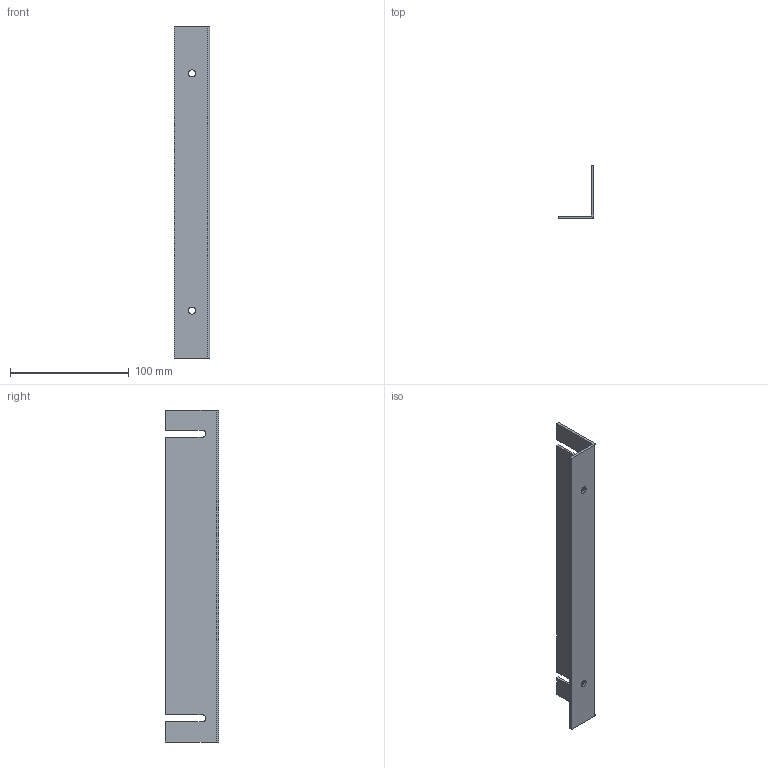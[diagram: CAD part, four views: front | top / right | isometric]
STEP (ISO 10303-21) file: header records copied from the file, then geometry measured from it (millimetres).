
FILE_DESCRIPTION (( 'STEP AP214' ), '1' );
FILE_NAME ('PL-8018-00.STEP', '2016-11-03T10:26:44', ( '' ), ( '' ), 'SwSTEP 2.0', 'SolidWorks 2015', '' );
FILE_SCHEMA (( 'AUTOMOTIVE_DESIGN' ));
Length unit declared in the file: millimetre
Products named in the file (1): PL-8018-00
Bounding box: 30 x 45 x 280 mm (x, y, z)
Volume: 39726 mm3; surface area: 41473.4 mm2
Topology: 1 solids, 1 shells, 19 faces, 51 edges, 34 vertices
Faces by surface type: plane 14, cylinder 5
Full cylindrical faces by diameter (mm): 6 x2
Entity records: 627 total; most frequent: CARTESIAN_POINT 103, DIRECTION 99, ORIENTED_EDGE 98, EDGE_CURVE 49, VECTOR 39, LINE 39, VERTEX_POINT 34, AXIS2_PLACEMENT_3D 30
